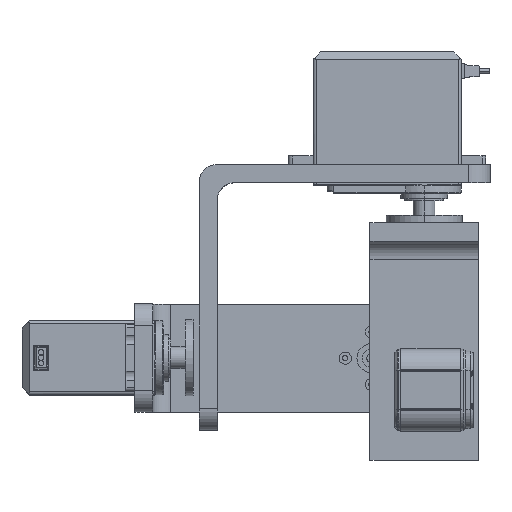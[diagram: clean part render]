
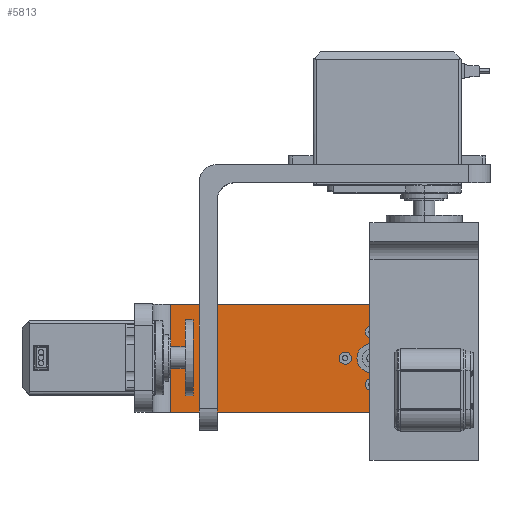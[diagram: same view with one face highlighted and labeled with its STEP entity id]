
A CAD part, top view. The second image highlights one B-rep face of the part: STEP entity #5813.
In plain terms, the highlighted face is planar.
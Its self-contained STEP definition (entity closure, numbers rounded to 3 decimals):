
#5371=VERTEX_POINT('',#5372);
#5372=CARTESIAN_POINT('',(-75.607,30.0,0.));
#5379=EDGE_CURVE('',#5371,#5380,#5382,.F.);
#5380=VERTEX_POINT('',#5381);
#5381=CARTESIAN_POINT('',(-75.607,0.0,0.));
#5382=LINE('',#5383,#5384);
#5383=CARTESIAN_POINT('',(-75.607,0.0,0.));
#5384=VECTOR('',#5385,1.0);
#5385=DIRECTION('',(0.0,1.0,0.0));
#5445=EDGE_CURVE('',#5380,#5446,#5448,.T.);
#5446=VERTEX_POINT('',#5447);
#5447=CARTESIAN_POINT('',(-6.,0.0,0.));
#5448=LINE('',#5449,#5450);
#5449=CARTESIAN_POINT('',(-70.0,0.0,0.));
#5450=VECTOR('',#5451,1.0);
#5451=DIRECTION('',(1.0,0.0,0.));
#5498=EDGE_CURVE('',#5499,#5371,#5501,.F.);
#5499=VERTEX_POINT('',#5500);
#5500=CARTESIAN_POINT('',(-6.,30.0,0.));
#5501=LINE('',#5502,#5503);
#5502=CARTESIAN_POINT('',(-70.0,30.0,0.));
#5503=VECTOR('',#5504,1.0);
#5504=DIRECTION('',(1.0,0.0,0.));
#5788=VERTEX_POINT('',#5789);
#5789=CARTESIAN_POINT('',(0.0,6.,0.0));
#5795=EDGE_CURVE('',#5788,#5796,#5798,.T.);
#5796=VERTEX_POINT('',#5797);
#5797=CARTESIAN_POINT('',(0.0,24.0,0.0));
#5798=LINE('',#5799,#5800);
#5799=CARTESIAN_POINT('',(0.0,0.0,0.0));
#5800=VECTOR('',#5801,1.0);
#5801=DIRECTION('',(0.0,1.0,0.0));
#5813=ADVANCED_FACE('',(#5814,#5825,#5836,#5847,#5858,#5869),#5889,.F.);
#5814=FACE_BOUND('',#5815,.T.);
#5815=EDGE_LOOP('',(#5816));
#5816=ORIENTED_EDGE('',*,*,#5817,.T.);
#5817=EDGE_CURVE('',#5818,#5818,#5820,.F.);
#5818=VERTEX_POINT('',#5819);
#5819=CARTESIAN_POINT('',(-24.,15.0,0.));
#5820=CIRCLE('',#5821,4.);
#5821=AXIS2_PLACEMENT_3D('',#5822,#5823,#5824);
#5822=CARTESIAN_POINT('',(-20.0,15.0,0.));
#5823=DIRECTION('',(0.0,0.0,-1.0));
#5824=DIRECTION('',(-1.0,0.0,0.0));
#5825=FACE_BOUND('',#5826,.T.);
#5826=EDGE_LOOP('',(#5827));
#5827=ORIENTED_EDGE('',*,*,#5828,.T.);
#5828=EDGE_CURVE('',#5829,#5829,#5831,.F.);
#5829=VERTEX_POINT('',#5830);
#5830=CARTESIAN_POINT('',(-28.95,15.0,0.));
#5831=CIRCLE('',#5832,1.7);
#5832=AXIS2_PLACEMENT_3D('',#5833,#5834,#5835);
#5833=CARTESIAN_POINT('',(-27.25,15.0,0.));
#5834=DIRECTION('',(0.0,0.0,-1.0));
#5835=DIRECTION('',(-1.0,0.0,0.0));
#5836=FACE_BOUND('',#5837,.T.);
#5837=EDGE_LOOP('',(#5838));
#5838=ORIENTED_EDGE('',*,*,#5839,.T.);
#5839=EDGE_CURVE('',#5840,#5840,#5842,.F.);
#5840=VERTEX_POINT('',#5841);
#5841=CARTESIAN_POINT('',(-21.7,7.75,0.));
#5842=CIRCLE('',#5843,1.7);
#5843=AXIS2_PLACEMENT_3D('',#5844,#5845,#5846);
#5844=CARTESIAN_POINT('',(-20.0,7.75,0.));
#5845=DIRECTION('',(0.0,0.0,-1.0));
#5846=DIRECTION('',(-1.0,0.0,0.0));
#5847=FACE_BOUND('',#5848,.T.);
#5848=EDGE_LOOP('',(#5849));
#5849=ORIENTED_EDGE('',*,*,#5850,.T.);
#5850=EDGE_CURVE('',#5851,#5851,#5853,.F.);
#5851=VERTEX_POINT('',#5852);
#5852=CARTESIAN_POINT('',(-14.45,15.0,0.));
#5853=CIRCLE('',#5854,1.7);
#5854=AXIS2_PLACEMENT_3D('',#5855,#5856,#5857);
#5855=CARTESIAN_POINT('',(-12.75,15.0,0.));
#5856=DIRECTION('',(0.0,0.0,-1.0));
#5857=DIRECTION('',(-1.0,0.0,0.0));
#5858=FACE_BOUND('',#5859,.T.);
#5859=EDGE_LOOP('',(#5860));
#5860=ORIENTED_EDGE('',*,*,#5861,.T.);
#5861=EDGE_CURVE('',#5862,#5862,#5864,.F.);
#5862=VERTEX_POINT('',#5863);
#5863=CARTESIAN_POINT('',(-21.7,22.25,0.));
#5864=CIRCLE('',#5865,1.7);
#5865=AXIS2_PLACEMENT_3D('',#5866,#5867,#5868);
#5866=CARTESIAN_POINT('',(-20.0,22.25,0.));
#5867=DIRECTION('',(0.0,0.0,-1.0));
#5868=DIRECTION('',(-1.0,0.0,0.0));
#5869=FACE_BOUND('',#5870,.T.);
#5870=EDGE_LOOP('',(#5871,#5872,#5873,#5874,#5881,#5882));
#5871=ORIENTED_EDGE('',*,*,#5445,.F.);
#5872=ORIENTED_EDGE('',*,*,#5379,.F.);
#5873=ORIENTED_EDGE('',*,*,#5498,.F.);
#5874=ORIENTED_EDGE('',*,*,#5875,.T.);
#5875=EDGE_CURVE('',#5499,#5796,#5876,.T.);
#5876=CIRCLE('',#5877,6.);
#5877=AXIS2_PLACEMENT_3D('',#5878,#5879,#5880);
#5878=CARTESIAN_POINT('',(-6.,24.0,0.));
#5879=DIRECTION('',(0.,0.0,-1.0));
#5880=DIRECTION('',(1.0,0.0,0.));
#5881=ORIENTED_EDGE('',*,*,#5795,.F.);
#5882=ORIENTED_EDGE('',*,*,#5883,.T.);
#5883=EDGE_CURVE('',#5788,#5446,#5884,.T.);
#5884=CIRCLE('',#5885,6.);
#5885=AXIS2_PLACEMENT_3D('',#5886,#5887,#5888);
#5886=CARTESIAN_POINT('',(-6.,6.,0.));
#5887=DIRECTION('',(0.,0.0,-1.0));
#5888=DIRECTION('',(1.0,0.0,0.));
#5889=PLANE('',#5890);
#5890=AXIS2_PLACEMENT_3D('',#5891,#5892,#5893);
#5891=CARTESIAN_POINT('',(-70.0,0.0,0.));
#5892=DIRECTION('',(0.,0.0,1.0));
#5893=DIRECTION('',(1.0,0.0,0.));
